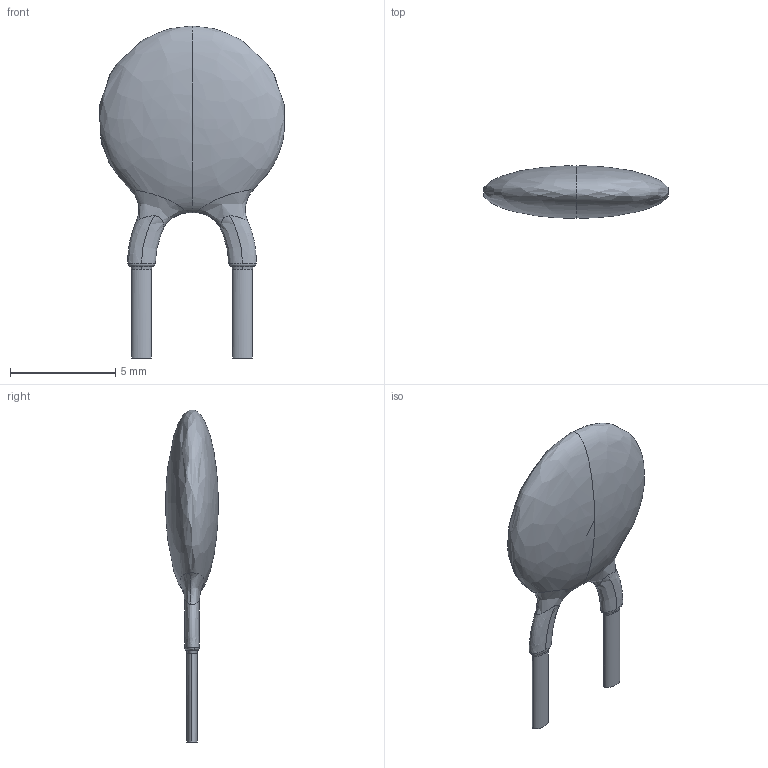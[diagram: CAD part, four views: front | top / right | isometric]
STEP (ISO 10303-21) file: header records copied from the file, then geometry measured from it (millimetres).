
FILE_DESCRIPTION(('FreeCAD Model'),'2;1');
FILE_NAME('x_Cap_Disk_9mm.step', '2017-12-08T19:23:24',('kicad StepUp'),('ksu MCAD'), 'Open CASCADE STEP processor 6.8','FreeCAD','Unknown');
FILE_SCHEMA(('AUTOMOTIVE_DESIGN_CC2 { 1 2 10303 214 -1 1 5 4 }'));
Length unit declared in the file: millimetre
Products named in the file (2): ASSEMBLY; x_Cap_Disk_9mm
Assembly tree (1 placements, depth 2):
  ASSEMBLY
    x_Cap_Disk_9mm
Bounding box: 8.79 x 2.5 x 15.78 mm (x, y, z)
Volume: 111.5 mm3; surface area: 186 mm2
Topology: 1 solids, 1 shells, 24 faces, 66 edges, 42 vertices
Faces by surface type: bspline 24
Entity records: 1639 total; most frequent: CARTESIAN_POINT 1090, ORIENTED_EDGE 124, EDGE_CURVE 62, VERTEX_POINT 42, B_SPLINE_CURVE_WITH_KNOTS 36, FACE_BOUND 26, EDGE_LOOP 26, ADVANCED_FACE 24
